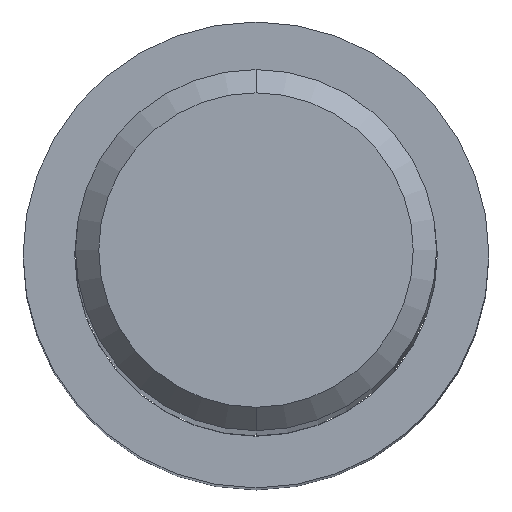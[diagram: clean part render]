
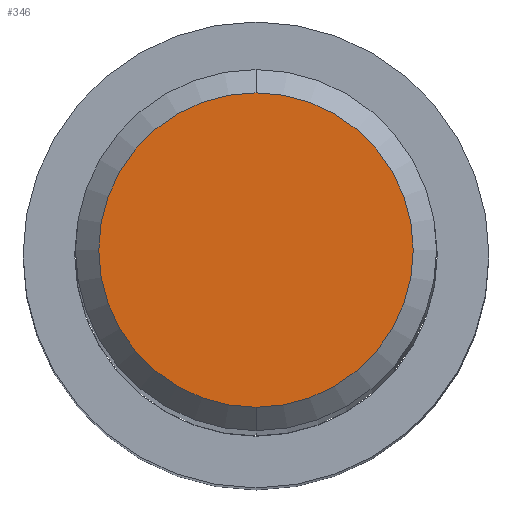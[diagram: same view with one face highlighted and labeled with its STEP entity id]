
A CAD part, top view. The second image highlights one B-rep face of the part: STEP entity #346.
In plain terms, the highlighted planar face has unit normal (0, 0, 1).
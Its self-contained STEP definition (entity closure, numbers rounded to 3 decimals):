
#242=EDGE_CURVE('',#322,#338,#547,.T.);
#268=EDGE_CURVE('',#338,#322,#576,.T.);
#322=VERTEX_POINT('',#634);
#338=VERTEX_POINT('',#651);
#346=ADVANCED_FACE('',(#659),#660,.T.);
#547=CIRCLE('',#930,2.7);
#576=CIRCLE('',#1016,2.7);
#634=CARTESIAN_POINT('',(0.0,2.7,0.0));
#651=CARTESIAN_POINT('',(0.,-2.7,0.0));
#659=FACE_OUTER_BOUND('',#1150,.T.);
#660=PLANE('',#1151);
#930=AXIS2_PLACEMENT_3D('',#1495,#1496,#1497);
#1016=AXIS2_PLACEMENT_3D('',#1530,#1531,#1532);
#1150=EDGE_LOOP('',(#1618,#1619));
#1151=AXIS2_PLACEMENT_3D('',#1620,#1621,#1622);
#1495=CARTESIAN_POINT('',(0.0,0.0,0.0));
#1496=DIRECTION('',(0.0,0.0,-1.0));
#1497=DIRECTION('',(0.0,1.0,0.0));
#1530=CARTESIAN_POINT('',(0.0,0.0,0.0));
#1531=DIRECTION('',(0.0,0.0,-1.0));
#1532=DIRECTION('',(0.0,1.0,0.0));
#1618=ORIENTED_EDGE('',*,*,#242,.F.);
#1619=ORIENTED_EDGE('',*,*,#268,.F.);
#1620=CARTESIAN_POINT('',(0.0,1.35,0.0));
#1621=DIRECTION('',(-0.0,0.0,1.0));
#1622=DIRECTION('',(0.0,-1.0,0.0));
